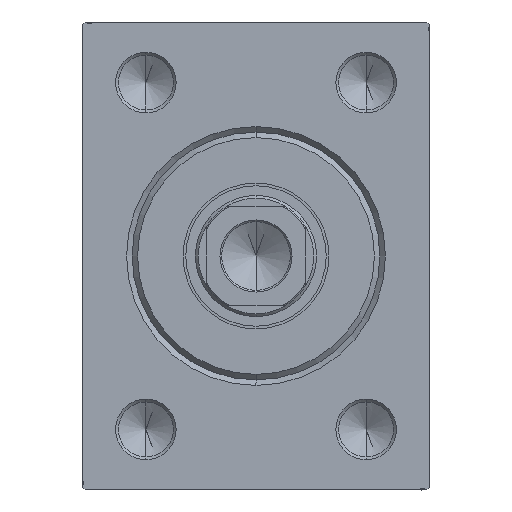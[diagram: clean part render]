
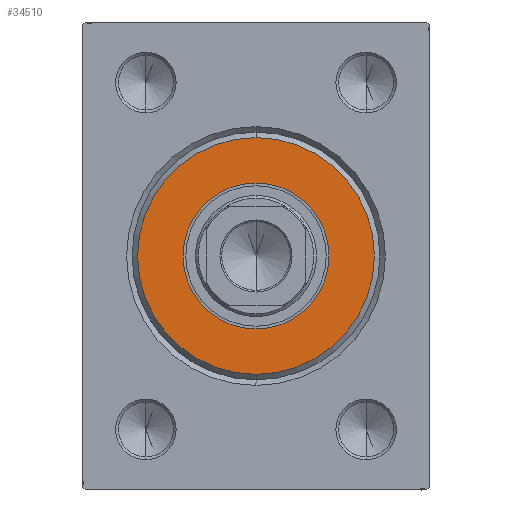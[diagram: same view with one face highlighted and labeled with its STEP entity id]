
A CAD part, left-side view. The second image highlights one B-rep face of the part: STEP entity #34510.
In plain terms, the highlighted face is planar.
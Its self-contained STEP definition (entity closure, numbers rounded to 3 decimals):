
#124 = EDGE_CURVE ( 'NONE', #19115, #36317, #16928, .T. ) ;
#459 = VERTEX_POINT ( 'NONE', #9199 ) ;
#1004 = CARTESIAN_POINT ( 'NONE',  ( 3., 0., 0. ) ) ;
#1010 = VERTEX_POINT ( 'NONE', #20610 ) ;
#3489 = AXIS2_PLACEMENT_3D ( 'NONE', #1004, #26102, #38497 ) ;
#7780 = CIRCLE ( 'NONE', #3489, 21.5 ) ;
#9199 = CARTESIAN_POINT ( 'NONE',  ( 3., 0., 21.5 ) ) ;
#9518 = AXIS2_PLACEMENT_3D ( 'NONE', #36441, #23023, #19674 ) ;
#11135 = ORIENTED_EDGE ( 'NONE', *, *, #124, .F. ) ;
#11170 = EDGE_CURVE ( 'NONE', #1010, #459, #7780, .T. ) ;
#12197 = DIRECTION ( 'NONE',  ( 0., 0., -1. ) ) ;
#13102 = ORIENTED_EDGE ( 'NONE', *, *, #11170, .T. ) ;
#14203 = DIRECTION ( 'NONE',  ( 0., 0., -1. ) ) ;
#15566 = PLANE ( 'NONE',  #20354 ) ;
#15649 = EDGE_LOOP ( 'NONE', ( #16216, #13102 ) ) ;
#15894 = CIRCLE ( 'NONE', #28749, 21.5 ) ;
#16216 = ORIENTED_EDGE ( 'NONE', *, *, #24169, .T. ) ;
#16928 = CIRCLE ( 'NONE', #41870, 13.25 ) ;
#19115 = VERTEX_POINT ( 'NONE', #30990 ) ;
#19674 = DIRECTION ( 'NONE',  ( 0., 0., -1. ) ) ;
#20354 = AXIS2_PLACEMENT_3D ( 'NONE', #36560, #43237, #40341 ) ;
#20610 = CARTESIAN_POINT ( 'NONE',  ( 3., 0., -21.5 ) ) ;
#23023 = DIRECTION ( 'NONE',  ( 1., 0., 0. ) ) ;
#23825 = EDGE_LOOP ( 'NONE', ( #11135, #34808 ) ) ;
#24169 = EDGE_CURVE ( 'NONE', #459, #1010, #15894, .T. ) ;
#25157 = CARTESIAN_POINT ( 'NONE',  ( 3., 0., 13.25 ) ) ;
#25832 = FACE_OUTER_BOUND ( 'NONE', #15649, .T. ) ;
#26102 = DIRECTION ( 'NONE',  ( 1., 0., 0. ) ) ;
#28582 = EDGE_CURVE ( 'NONE', #36317, #19115, #40891, .T. ) ;
#28749 = AXIS2_PLACEMENT_3D ( 'NONE', #39857, #36066, #12197 ) ;
#29395 = FACE_BOUND ( 'NONE', #23825, .T. ) ;
#30990 = CARTESIAN_POINT ( 'NONE',  ( 3., 0., -13.25 ) ) ;
#34510 = ADVANCED_FACE ( 'NONE', ( #25832, #29395 ), #15566, .T. ) ;
#34808 = ORIENTED_EDGE ( 'NONE', *, *, #28582, .F. ) ;
#36066 = DIRECTION ( 'NONE',  ( 1., 0., 0. ) ) ;
#36317 = VERTEX_POINT ( 'NONE', #25157 ) ;
#36441 = CARTESIAN_POINT ( 'NONE',  ( 3., 0., 0. ) ) ;
#36560 = CARTESIAN_POINT ( 'NONE',  ( 3., 0., 0. ) ) ;
#38497 = DIRECTION ( 'NONE',  ( 0., 0., -1. ) ) ;
#39857 = CARTESIAN_POINT ( 'NONE',  ( 3., 0., 0. ) ) ;
#40341 = DIRECTION ( 'NONE',  ( 0., 0., -1. ) ) ;
#40891 = CIRCLE ( 'NONE', #9518, 13.25 ) ;
#41423 = CARTESIAN_POINT ( 'NONE',  ( 3., 0., 0. ) ) ;
#41644 = DIRECTION ( 'NONE',  ( 1., 0., 0. ) ) ;
#41870 = AXIS2_PLACEMENT_3D ( 'NONE', #41423, #41644, #14203 ) ;
#43237 = DIRECTION ( 'NONE',  ( 1., 0., 0. ) ) ;
